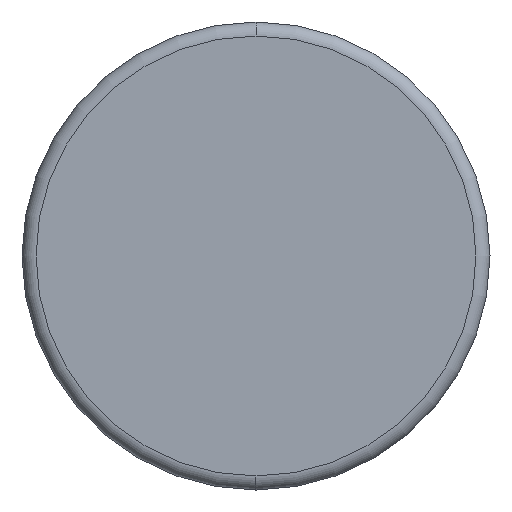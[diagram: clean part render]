
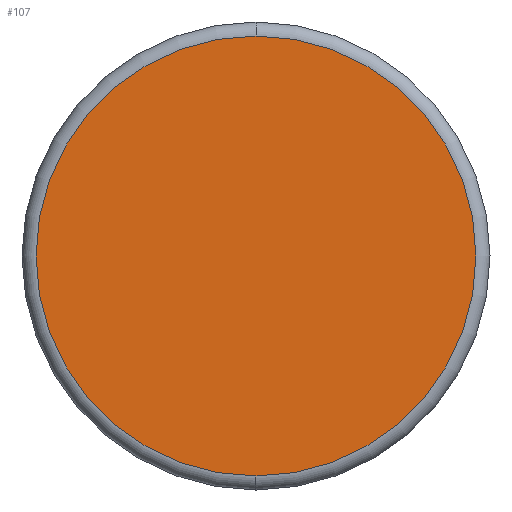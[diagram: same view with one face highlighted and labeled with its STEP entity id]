
A CAD part, front view. The second image highlights one B-rep face of the part: STEP entity #107.
In plain terms, the highlighted planar face has unit normal (0, -1, 0).
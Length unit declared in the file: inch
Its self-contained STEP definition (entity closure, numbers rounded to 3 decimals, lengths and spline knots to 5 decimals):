
#15 = DIRECTION ( 'NONE',  ( 0., 0., -1. ) ) ;
#67 = FACE_OUTER_BOUND ( 'NONE', #346, .T. ) ;
#76 = DIRECTION ( 'NONE',  ( 0., 0., -1. ) ) ;
#86 = CARTESIAN_POINT ( 'NONE',  ( 0., 0., 0. ) ) ;
#95 = PLANE ( 'NONE',  #341 ) ;
#103 = CIRCLE ( 'NONE', #415, 0.47 ) ;
#107 = ADVANCED_FACE ( 'NONE', ( #67 ), #95, .T. ) ;
#163 = CARTESIAN_POINT ( 'NONE',  ( 0., 0., -0.47 ) ) ;
#178 = DIRECTION ( 'NONE',  ( 0., 0., -1. ) ) ;
#182 = CARTESIAN_POINT ( 'NONE',  ( 0., 0., 0. ) ) ;
#197 = ORIENTED_EDGE ( 'NONE', *, *, #521, .T. ) ;
#210 = DIRECTION ( 'NONE',  ( 0., -1., 0. ) ) ;
#227 = EDGE_CURVE ( 'NONE', #448, #409, #103, .T. ) ;
#277 = CARTESIAN_POINT ( 'NONE',  ( 0., 0., 0. ) ) ;
#300 = CIRCLE ( 'NONE', #418, 0.47 ) ;
#341 = AXIS2_PLACEMENT_3D ( 'NONE', #182, #463, #178 ) ;
#346 = EDGE_LOOP ( 'NONE', ( #530, #197 ) ) ;
#409 = VERTEX_POINT ( 'NONE', #508 ) ;
#415 = AXIS2_PLACEMENT_3D ( 'NONE', #277, #529, #15 ) ;
#418 = AXIS2_PLACEMENT_3D ( 'NONE', #86, #210, #76 ) ;
#448 = VERTEX_POINT ( 'NONE', #163 ) ;
#463 = DIRECTION ( 'NONE',  ( 0., -1., 0. ) ) ;
#508 = CARTESIAN_POINT ( 'NONE',  ( 0., 0., 0.47 ) ) ;
#521 = EDGE_CURVE ( 'NONE', #409, #448, #300, .T. ) ;
#529 = DIRECTION ( 'NONE',  ( 0., -1., 0. ) ) ;
#530 = ORIENTED_EDGE ( 'NONE', *, *, #227, .T. ) ;
